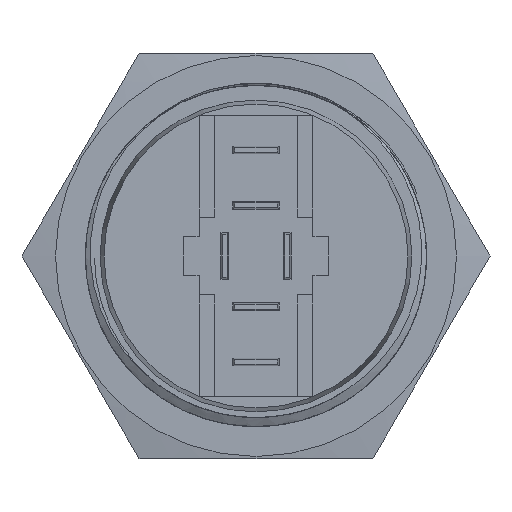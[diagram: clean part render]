
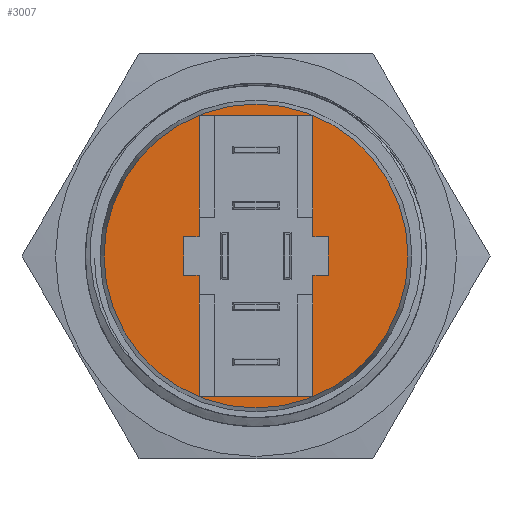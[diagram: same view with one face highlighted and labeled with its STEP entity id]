
A CAD part, front view. The second image highlights one B-rep face of the part: STEP entity #3007.
In plain terms, the highlighted planar face has unit normal (0, -1, 0).
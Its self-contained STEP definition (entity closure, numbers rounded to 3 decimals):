
#83=FACE_BOUND('',#515,.T.);
#182=PLANE('',#3219);
#328=FACE_OUTER_BOUND('',#514,.T.);
#514=EDGE_LOOP('',(#2595));
#515=EDGE_LOOP('',(#2596,#2597,#2598,#2599,#2600,#2601,#2602,#2603,#2604,
#2605,#2606,#2607));
#585=CIRCLE('',#3215,9.75);
#919=LINE('',#6008,#1207);
#922=LINE('',#6014,#1210);
#925=LINE('',#6020,#1213);
#928=LINE('',#6025,#1216);
#933=LINE('',#6035,#1221);
#935=LINE('',#6039,#1223);
#938=LINE('',#6045,#1226);
#941=LINE('',#6050,#1229);
#944=LINE('',#6054,#1232);
#945=LINE('',#6057,#1233);
#948=LINE('',#6063,#1236);
#951=LINE('',#6068,#1239);
#1207=VECTOR('',#3791,10.);
#1210=VECTOR('',#3796,10.);
#1213=VECTOR('',#3801,10.);
#1216=VECTOR('',#3806,10.);
#1221=VECTOR('',#3813,10.);
#1223=VECTOR('',#3817,10.);
#1226=VECTOR('',#3822,10.);
#1229=VECTOR('',#3827,10.);
#1232=VECTOR('',#3832,10.);
#1233=VECTOR('',#3835,10.);
#1236=VECTOR('',#3840,10.);
#1239=VECTOR('',#3845,10.);
#1468=VERTEX_POINT('',#6005);
#1469=VERTEX_POINT('',#6007);
#1470=VERTEX_POINT('',#6011);
#1471=VERTEX_POINT('',#6013);
#1473=VERTEX_POINT('',#6019);
#1474=VERTEX_POINT('',#6024);
#1477=VERTEX_POINT('',#6032);
#1478=VERTEX_POINT('',#6034);
#1479=VERTEX_POINT('',#6038);
#1481=VERTEX_POINT('',#6044);
#1483=VERTEX_POINT('',#6056);
#1485=VERTEX_POINT('',#6062);
#1487=VERTEX_POINT('',#6072);
#1849=EDGE_CURVE('',#1469,#1468,#919,.T.);
#1852=EDGE_CURVE('',#1471,#1470,#922,.T.);
#1855=EDGE_CURVE('',#1473,#1469,#925,.T.);
#1858=EDGE_CURVE('',#1474,#1473,#928,.T.);
#1863=EDGE_CURVE('',#1478,#1477,#933,.T.);
#1865=EDGE_CURVE('',#1468,#1479,#935,.T.);
#1868=EDGE_CURVE('',#1479,#1481,#938,.T.);
#1871=EDGE_CURVE('',#1481,#1471,#941,.T.);
#1874=EDGE_CURVE('',#1470,#1478,#944,.T.);
#1875=EDGE_CURVE('',#1477,#1483,#945,.T.);
#1878=EDGE_CURVE('',#1483,#1485,#948,.T.);
#1881=EDGE_CURVE('',#1485,#1474,#951,.T.);
#1883=EDGE_CURVE('',#1487,#1487,#585,.T.);
#2595=ORIENTED_EDGE('',*,*,#1883,.F.);
#2596=ORIENTED_EDGE('',*,*,#1858,.T.);
#2597=ORIENTED_EDGE('',*,*,#1855,.T.);
#2598=ORIENTED_EDGE('',*,*,#1849,.T.);
#2599=ORIENTED_EDGE('',*,*,#1865,.T.);
#2600=ORIENTED_EDGE('',*,*,#1868,.T.);
#2601=ORIENTED_EDGE('',*,*,#1871,.T.);
#2602=ORIENTED_EDGE('',*,*,#1852,.T.);
#2603=ORIENTED_EDGE('',*,*,#1874,.T.);
#2604=ORIENTED_EDGE('',*,*,#1863,.T.);
#2605=ORIENTED_EDGE('',*,*,#1875,.T.);
#2606=ORIENTED_EDGE('',*,*,#1878,.T.);
#2607=ORIENTED_EDGE('',*,*,#1881,.T.);
#3007=ADVANCED_FACE('',(#328,#83),#182,.T.);
#3215=AXIS2_PLACEMENT_3D('',#6073,#3851,#3852);
#3219=AXIS2_PLACEMENT_3D('',#6081,#3861,#3862);
#3791=DIRECTION('',(0.,0.,-1.));
#3796=DIRECTION('',(0.,0.,-1.));
#3801=DIRECTION('',(1.,0.,0.));
#3806=DIRECTION('',(0.,0.,1.));
#3813=DIRECTION('',(0.,0.,1.));
#3817=DIRECTION('',(1.,0.,0.));
#3822=DIRECTION('',(0.,0.,-1.));
#3827=DIRECTION('',(-1.,0.,0.));
#3832=DIRECTION('',(-1.,0.,0.));
#3835=DIRECTION('',(-1.,0.,0.));
#3840=DIRECTION('',(0.,0.,1.));
#3845=DIRECTION('',(1.,0.,0.));
#3851=DIRECTION('center_axis',(0.,1.,0.));
#3852=DIRECTION('ref_axis',(1.,0.,0.));
#3861=DIRECTION('center_axis',(0.,-1.,0.));
#3862=DIRECTION('ref_axis',(1.,0.,0.));
#6005=CARTESIAN_POINT('',(3.65,-17.,1.25));
#6007=CARTESIAN_POINT('',(3.65,-17.,9.));
#6008=CARTESIAN_POINT('',(3.65,-17.,0.625));
#6011=CARTESIAN_POINT('',(3.65,-17.,-9.));
#6013=CARTESIAN_POINT('',(3.65,-17.,-1.25));
#6014=CARTESIAN_POINT('',(3.65,-17.,-4.5));
#6019=CARTESIAN_POINT('',(-3.65,-17.,9.));
#6020=CARTESIAN_POINT('',(1.825,-17.,9.));
#6024=CARTESIAN_POINT('',(-3.65,-17.,1.25));
#6025=CARTESIAN_POINT('',(-3.65,-17.,4.5));
#6032=CARTESIAN_POINT('',(-3.65,-17.,-1.25));
#6034=CARTESIAN_POINT('',(-3.65,-17.,-9.));
#6035=CARTESIAN_POINT('',(-3.65,-17.,-0.625));
#6038=CARTESIAN_POINT('',(4.65,-17.,1.25));
#6039=CARTESIAN_POINT('',(2.325,-17.,1.25));
#6044=CARTESIAN_POINT('',(4.65,-17.,-1.25));
#6045=CARTESIAN_POINT('',(4.65,-17.,-0.625));
#6050=CARTESIAN_POINT('',(1.825,-17.,-1.25));
#6054=CARTESIAN_POINT('',(-1.825,-17.,-9.));
#6056=CARTESIAN_POINT('',(-4.65,-17.,-1.25));
#6057=CARTESIAN_POINT('',(-2.325,-17.,-1.25));
#6062=CARTESIAN_POINT('',(-4.65,-17.,1.25));
#6063=CARTESIAN_POINT('',(-4.65,-17.,0.625));
#6068=CARTESIAN_POINT('',(-1.825,-17.,1.25));
#6072=CARTESIAN_POINT('',(-9.75,-17.,0.));
#6073=CARTESIAN_POINT('Origin',(0.,-17.,0.));
#6081=CARTESIAN_POINT('Origin',(0.,-17.,0.));
